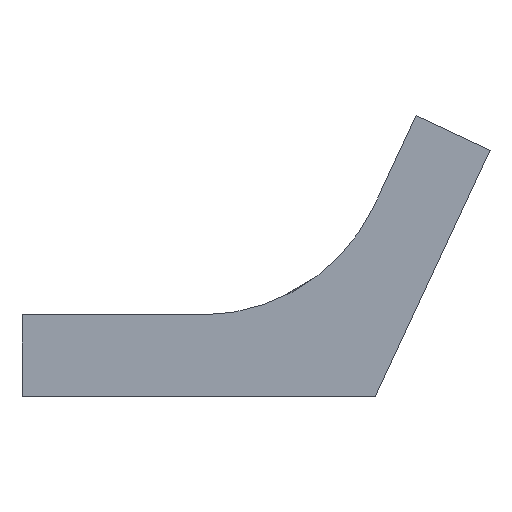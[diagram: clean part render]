
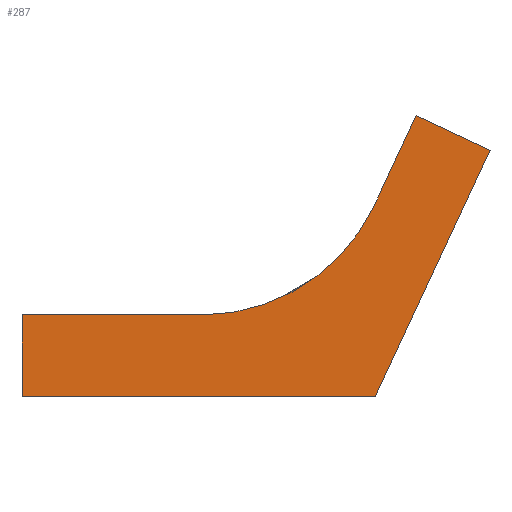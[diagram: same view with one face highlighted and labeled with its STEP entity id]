
A CAD part, left-side view. The second image highlights one B-rep face of the part: STEP entity #287.
In plain terms, the highlighted planar face has unit normal (-1, 0, 0).
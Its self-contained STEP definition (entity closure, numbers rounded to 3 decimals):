
#22=PLANE('',#327);
#39=LINE('',#518,#64);
#40=LINE('',#526,#65);
#41=LINE('',#528,#66);
#42=LINE('',#530,#67);
#43=LINE('',#531,#68);
#44=LINE('',#532,#69);
#64=VECTOR('',#376,10.);
#65=VECTOR('',#387,10.);
#66=VECTOR('',#388,10.);
#67=VECTOR('',#389,10.);
#68=VECTOR('',#390,10.);
#69=VECTOR('',#391,10.);
#87=FACE_OUTER_BOUND('',#105,.T.);
#105=EDGE_LOOP('',(#235,#236,#237,#238,#239,#240,#241));
#118=CIRCLE('',#314,7.);
#137=VERTEX_POINT('',#492);
#138=VERTEX_POINT('',#494);
#146=VERTEX_POINT('',#516);
#147=VERTEX_POINT('',#524);
#148=VERTEX_POINT('',#525);
#149=VERTEX_POINT('',#527);
#150=VERTEX_POINT('',#529);
#165=EDGE_CURVE('',#138,#137,#118,.T.);
#177=EDGE_CURVE('',#137,#146,#39,.T.);
#180=EDGE_CURVE('',#147,#148,#40,.T.);
#181=EDGE_CURVE('',#148,#149,#41,.T.);
#182=EDGE_CURVE('',#149,#150,#42,.T.);
#183=EDGE_CURVE('',#150,#138,#43,.T.);
#184=EDGE_CURVE('',#146,#147,#44,.T.);
#235=ORIENTED_EDGE('',*,*,#180,.T.);
#236=ORIENTED_EDGE('',*,*,#181,.T.);
#237=ORIENTED_EDGE('',*,*,#182,.T.);
#238=ORIENTED_EDGE('',*,*,#183,.T.);
#239=ORIENTED_EDGE('',*,*,#165,.T.);
#240=ORIENTED_EDGE('',*,*,#177,.T.);
#241=ORIENTED_EDGE('',*,*,#184,.T.);
#287=ADVANCED_FACE('',(#87),#22,.T.);
#314=AXIS2_PLACEMENT_3D('',#495,#352,#353);
#327=AXIS2_PLACEMENT_3D('',#523,#385,#386);
#352=DIRECTION('center_axis',(1.,0.,0.));
#353=DIRECTION('ref_axis',(0.,-0.537,-0.843));
#376=DIRECTION('',(0.,1.,0.));
#385=DIRECTION('center_axis',(-1.,0.,0.));
#386=DIRECTION('ref_axis',(0.,-1.,0.));
#387=DIRECTION('',(0.,-1.,0.));
#388=DIRECTION('',(0.,-0.423,0.906));
#389=DIRECTION('',(0.,0.906,0.423));
#390=DIRECTION('',(0.,0.423,-0.906));
#391=DIRECTION('',(0.,0.,-1.));
#492=CARTESIAN_POINT('',(-156.,6.371,3.));
#494=CARTESIAN_POINT('',(-156.,0.027,7.042));
#495=CARTESIAN_POINT('Origin',(-156.,6.371,10.));
#516=CARTESIAN_POINT('',(-156.,13.,3.));
#518=CARTESIAN_POINT('',(-156.,13.,3.));
#523=CARTESIAN_POINT('Origin',(-156.,13.,0.));
#524=CARTESIAN_POINT('',(-156.,13.,0.));
#525=CARTESIAN_POINT('',(-156.,0.,0.));
#526=CARTESIAN_POINT('',(-156.,13.,0.));
#527=CARTESIAN_POINT('',(-156.,-4.226,9.063));
#528=CARTESIAN_POINT('',(-156.,0.,0.));
#529=CARTESIAN_POINT('',(-156.,-1.507,10.331));
#530=CARTESIAN_POINT('',(-156.,-4.226,9.063));
#531=CARTESIAN_POINT('',(-156.,-1.507,10.331));
#532=CARTESIAN_POINT('',(-156.,13.,0.));
